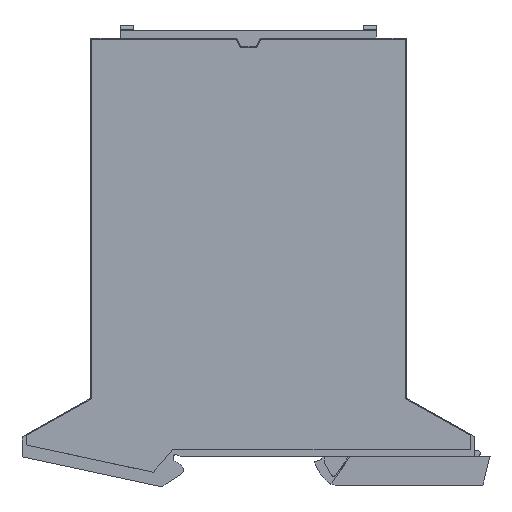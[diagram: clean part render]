
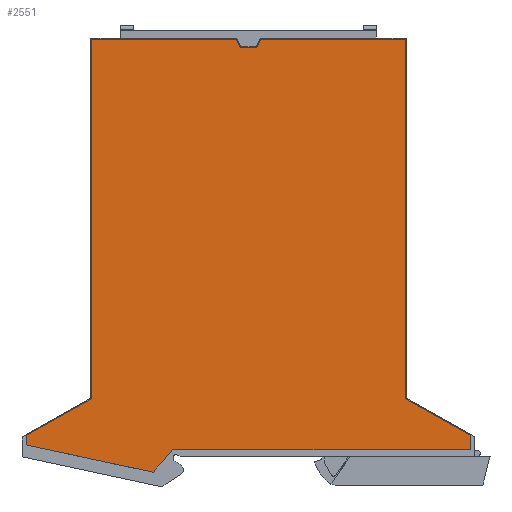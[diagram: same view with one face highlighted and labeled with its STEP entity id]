
A CAD part, left-side view. The second image highlights one B-rep face of the part: STEP entity #2551.
In plain terms, the highlighted planar face has unit normal (-1, 0, 0).
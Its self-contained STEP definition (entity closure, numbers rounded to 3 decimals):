
#2529=AXIS2_PLACEMENT_3D('Plane Axis2P3D',#2526,#2527,#2528) ;
#1510=CARTESIAN_POINT('Vertex',(0.,4.57,12.253)) ;
#1513=CARTESIAN_POINT('Line Origine',(0.,4.57,10.545)) ;
#1517=CARTESIAN_POINT('Vertex',(0.,4.57,8.837)) ;
#1549=CARTESIAN_POINT('Vertex',(0.,19.802,20.784)) ;
#1552=CARTESIAN_POINT('Line Origine',(0.,12.186,16.519)) ;
#1581=CARTESIAN_POINT('Vertex',(0.,19.802,104.737)) ;
#1584=CARTESIAN_POINT('Line Origine',(0.,19.802,62.761)) ;
#1613=CARTESIAN_POINT('Vertex',(0.,53.571,104.737)) ;
#1616=CARTESIAN_POINT('Line Origine',(0.,51.821,104.737)) ;
#1620=CARTESIAN_POINT('Vertex',(0.,50.071,104.737)) ;
#1623=CARTESIAN_POINT('Line Origine',(0.,34.937,104.737)) ;
#1646=CARTESIAN_POINT('Vertex',(0.,54.457,102.837)) ;
#1651=CARTESIAN_POINT('Line Origine',(0.,54.014,103.787)) ;
#1685=CARTESIAN_POINT('Vertex',(0.,58.347,102.837)) ;
#1688=CARTESIAN_POINT('Line Origine',(0.,56.402,102.837)) ;
#1717=CARTESIAN_POINT('Vertex',(0.,59.233,104.737)) ;
#1720=CARTESIAN_POINT('Line Origine',(0.,58.79,103.787)) ;
#1733=CARTESIAN_POINT('Line Origine',(0.,60.983,104.737)) ;
#1737=CARTESIAN_POINT('Vertex',(0.,62.733,104.737)) ;
#1751=CARTESIAN_POINT('Vertex',(0.,93.002,104.737)) ;
#1754=CARTESIAN_POINT('Line Origine',(0.,77.867,104.737)) ;
#1777=CARTESIAN_POINT('Vertex',(0.,93.002,20.784)) ;
#1782=CARTESIAN_POINT('Line Origine',(0.,93.002,62.761)) ;
#1816=CARTESIAN_POINT('Vertex',(0.,108.234,12.253)) ;
#1819=CARTESIAN_POINT('Line Origine',(0.,100.618,16.519)) ;
#1841=CARTESIAN_POINT('Vertex',(0.,108.234,9.985)) ;
#1846=CARTESIAN_POINT('Line Origine',(0.,108.234,11.119)) ;
#1882=CARTESIAN_POINT('Vertex',(0.,78.681,3.626)) ;
#1885=CARTESIAN_POINT('Line Origine',(0.,93.458,6.805)) ;
#1937=CARTESIAN_POINT('Vertex',(0.,74.607,8.29)) ;
#1942=CARTESIAN_POINT('Line Origine',(0.,76.644,5.958)) ;
#1980=CARTESIAN_POINT('Vertex',(0.,74.602,8.296)) ;
#1984=CARTESIAN_POINT('Control Point',(0.,74.607,8.29)) ;
#1985=CARTESIAN_POINT('Control Point',(0.,74.605,8.292)) ;
#1986=CARTESIAN_POINT('Control Point',(0.,74.604,8.294)) ;
#1987=CARTESIAN_POINT('Control Point',(0.,74.602,8.296)) ;
#2017=CARTESIAN_POINT('Vertex',(0.,74.129,8.837)) ;
#2021=CARTESIAN_POINT('Control Point',(0.,74.602,8.296)) ;
#2022=CARTESIAN_POINT('Control Point',(0.,74.444,8.476)) ;
#2023=CARTESIAN_POINT('Control Point',(0.,74.286,8.657)) ;
#2024=CARTESIAN_POINT('Control Point',(0.,74.129,8.837)) ;
#2044=CARTESIAN_POINT('Line Origine',(0.,39.349,8.837)) ;
#2526=CARTESIAN_POINT('Axis2P3D Location',(0.,56.402,7.237)) ;
#1514=DIRECTION('Vector Direction',(0.,0.,1.)) ;
#1553=DIRECTION('Vector Direction',(0.,0.872,0.489)) ;
#1585=DIRECTION('Vector Direction',(0.,0.,1.)) ;
#1617=DIRECTION('Vector Direction',(0.,1.,0.)) ;
#1624=DIRECTION('Vector Direction',(0.,1.,0.)) ;
#1652=DIRECTION('Vector Direction',(0.,-0.423,0.906)) ;
#1689=DIRECTION('Vector Direction',(0.,1.,0.)) ;
#1721=DIRECTION('Vector Direction',(0.,0.423,0.906)) ;
#1734=DIRECTION('Vector Direction',(0.,1.,0.)) ;
#1755=DIRECTION('Vector Direction',(0.,1.,0.)) ;
#1783=DIRECTION('Vector Direction',(0.,0.,-1.)) ;
#1820=DIRECTION('Vector Direction',(0.,0.872,-0.489)) ;
#1847=DIRECTION('Vector Direction',(0.,0.,-1.)) ;
#1886=DIRECTION('Vector Direction',(0.,-0.978,-0.21)) ;
#1943=DIRECTION('Vector Direction',(0.,-0.658,0.753)) ;
#2045=DIRECTION('Vector Direction',(0.,1.,0.)) ;
#2527=DIRECTION('Axis2P3D Direction',(-1.,0.,0.)) ;
#2528=DIRECTION('Axis2P3D XDirection',(0.,1.,0.)) ;
#1515=VECTOR('Line Direction',#1514,1.) ;
#1554=VECTOR('Line Direction',#1553,1.) ;
#1586=VECTOR('Line Direction',#1585,1.) ;
#1618=VECTOR('Line Direction',#1617,1.) ;
#1625=VECTOR('Line Direction',#1624,1.) ;
#1653=VECTOR('Line Direction',#1652,1.) ;
#1690=VECTOR('Line Direction',#1689,1.) ;
#1722=VECTOR('Line Direction',#1721,1.) ;
#1735=VECTOR('Line Direction',#1734,1.) ;
#1756=VECTOR('Line Direction',#1755,1.) ;
#1784=VECTOR('Line Direction',#1783,1.) ;
#1821=VECTOR('Line Direction',#1820,1.) ;
#1848=VECTOR('Line Direction',#1847,1.) ;
#1887=VECTOR('Line Direction',#1886,1.) ;
#1944=VECTOR('Line Direction',#1943,1.) ;
#2046=VECTOR('Line Direction',#2045,1.) ;
#2532=ORIENTED_EDGE('',*,*,#1692,.T.) ;
#2533=ORIENTED_EDGE('',*,*,#1724,.T.) ;
#2534=ORIENTED_EDGE('',*,*,#1739,.T.) ;
#2535=ORIENTED_EDGE('',*,*,#1758,.T.) ;
#2536=ORIENTED_EDGE('',*,*,#1786,.T.) ;
#2537=ORIENTED_EDGE('',*,*,#1823,.T.) ;
#2538=ORIENTED_EDGE('',*,*,#1850,.T.) ;
#2539=ORIENTED_EDGE('',*,*,#1889,.T.) ;
#2540=ORIENTED_EDGE('',*,*,#1946,.T.) ;
#2541=ORIENTED_EDGE('',*,*,#1988,.T.) ;
#2542=ORIENTED_EDGE('',*,*,#2025,.T.) ;
#2543=ORIENTED_EDGE('',*,*,#2048,.T.) ;
#2544=ORIENTED_EDGE('',*,*,#1519,.T.) ;
#2545=ORIENTED_EDGE('',*,*,#1556,.T.) ;
#2546=ORIENTED_EDGE('',*,*,#1588,.T.) ;
#2547=ORIENTED_EDGE('',*,*,#1627,.T.) ;
#2548=ORIENTED_EDGE('',*,*,#1622,.T.) ;
#2549=ORIENTED_EDGE('',*,*,#1655,.T.) ;
#2551=ADVANCED_FACE('BASE',(#2550),#2530,.T.) ;
#1983=B_SPLINE_CURVE_WITH_KNOTS('',3,(#1984,#1985,#1986,#1987),.UNSPECIFIED.,.F.,.U.,(4,4),(183.357,183.365),.UNSPECIFIED.) ;
#2020=B_SPLINE_CURVE_WITH_KNOTS('',3,(#2021,#2022,#2023,#2024),.UNSPECIFIED.,.F.,.U.,(4,4),(183.365,184.084),.UNSPECIFIED.) ;
#1519=EDGE_CURVE('',#1518,#1511,#1516,.T.) ;
#1556=EDGE_CURVE('',#1511,#1550,#1555,.T.) ;
#1588=EDGE_CURVE('',#1550,#1582,#1587,.T.) ;
#1622=EDGE_CURVE('',#1621,#1614,#1619,.T.) ;
#1627=EDGE_CURVE('',#1582,#1621,#1626,.T.) ;
#1655=EDGE_CURVE('',#1614,#1647,#1654,.F.) ;
#1692=EDGE_CURVE('',#1647,#1686,#1691,.T.) ;
#1724=EDGE_CURVE('',#1686,#1718,#1723,.T.) ;
#1739=EDGE_CURVE('',#1718,#1738,#1736,.T.) ;
#1758=EDGE_CURVE('',#1738,#1752,#1757,.T.) ;
#1786=EDGE_CURVE('',#1752,#1778,#1785,.T.) ;
#1823=EDGE_CURVE('',#1778,#1817,#1822,.T.) ;
#1850=EDGE_CURVE('',#1817,#1842,#1849,.T.) ;
#1889=EDGE_CURVE('',#1842,#1883,#1888,.T.) ;
#1946=EDGE_CURVE('',#1883,#1938,#1945,.T.) ;
#1988=EDGE_CURVE('',#1938,#1981,#1983,.T.) ;
#2025=EDGE_CURVE('',#1981,#2018,#2020,.T.) ;
#2048=EDGE_CURVE('',#2018,#1518,#2047,.F.) ;
#2531=EDGE_LOOP('',(#2532,#2533,#2534,#2535,#2536,#2537,#2538,#2539,#2540,#2541,#2542,#2543,#2544,#2545,#2546,#2547,#2548,#2549)) ;
#2550=FACE_OUTER_BOUND('',#2531,.T.) ;
#1516=LINE('Line',#1513,#1515) ;
#1555=LINE('Line',#1552,#1554) ;
#1587=LINE('Line',#1584,#1586) ;
#1619=LINE('Line',#1616,#1618) ;
#1626=LINE('Line',#1623,#1625) ;
#1654=LINE('Line',#1651,#1653) ;
#1691=LINE('Line',#1688,#1690) ;
#1723=LINE('Line',#1720,#1722) ;
#1736=LINE('Line',#1733,#1735) ;
#1757=LINE('Line',#1754,#1756) ;
#1785=LINE('Line',#1782,#1784) ;
#1822=LINE('Line',#1819,#1821) ;
#1849=LINE('Line',#1846,#1848) ;
#1888=LINE('Line',#1885,#1887) ;
#1945=LINE('Line',#1942,#1944) ;
#2047=LINE('Line',#2044,#2046) ;
#2530=PLANE('',#2529) ;
#1511=VERTEX_POINT('',#1510) ;
#1518=VERTEX_POINT('',#1517) ;
#1550=VERTEX_POINT('',#1549) ;
#1582=VERTEX_POINT('',#1581) ;
#1614=VERTEX_POINT('',#1613) ;
#1621=VERTEX_POINT('',#1620) ;
#1647=VERTEX_POINT('',#1646) ;
#1686=VERTEX_POINT('',#1685) ;
#1718=VERTEX_POINT('',#1717) ;
#1738=VERTEX_POINT('',#1737) ;
#1752=VERTEX_POINT('',#1751) ;
#1778=VERTEX_POINT('',#1777) ;
#1817=VERTEX_POINT('',#1816) ;
#1842=VERTEX_POINT('',#1841) ;
#1883=VERTEX_POINT('',#1882) ;
#1938=VERTEX_POINT('',#1937) ;
#1981=VERTEX_POINT('',#1980) ;
#2018=VERTEX_POINT('',#2017) ;
